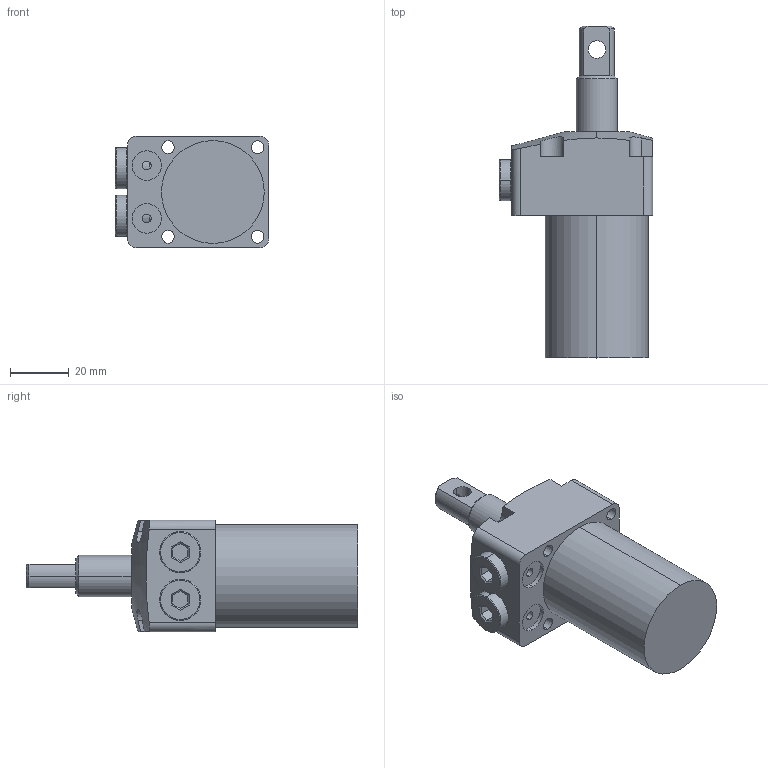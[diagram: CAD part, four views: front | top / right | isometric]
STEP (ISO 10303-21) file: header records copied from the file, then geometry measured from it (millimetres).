
FILE_DESCRIPTION (( 'STEP AP214' ), '1' );
FILE_NAME ('CHA-036PD.STEP', '2018-12-07T10:51:42', ( '' ), ( '' ), 'SwSTEP 2.0', 'SolidWorks 2016', '' );
FILE_SCHEMA (( 'AUTOMOTIVE_DESIGN' ));
Length unit declared in the file: millimetre
Products named in the file (4): 黑芛G8-1; CHA-036PD(HSG); CHA-036P(BT); CHA-036PD
Assembly tree (4 placements, depth 2):
  CHA-036PD
    CHA-036P(BT)
    黑芛G8-1  x2
    CHA-036PD(HSG)
Bounding box: 52.2 x 113 x 38 mm (x, y, z)
Volume: 86909.9 mm3; surface area: 25634 mm2
Topology: 4 solids, 4 shells, 140 faces, 329 edges, 209 vertices
Faces by surface type: plane 65, cylinder 56, cone 11, torus 8
Entity records: 3842 total; most frequent: CARTESIAN_POINT 932, DIRECTION 592, ORIENTED_EDGE 550, EDGE_CURVE 275, AXIS2_PLACEMENT_3D 231, VERTEX_POINT 177, EDGE_LOOP 140, LINE 130
